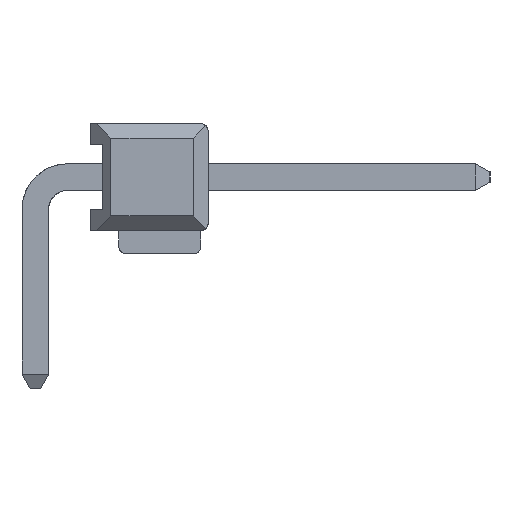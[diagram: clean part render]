
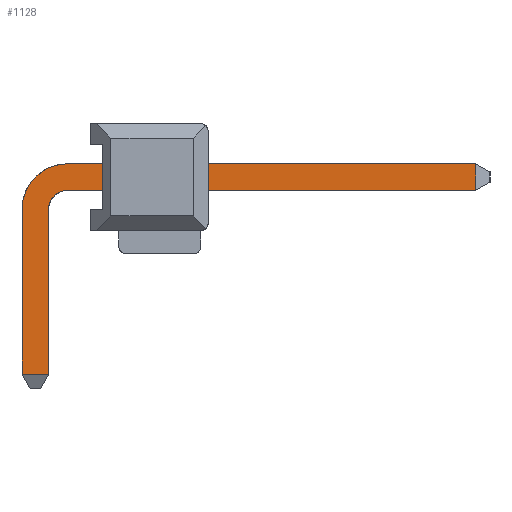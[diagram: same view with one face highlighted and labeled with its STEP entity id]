
A CAD part, left-side view. The second image highlights one B-rep face of the part: STEP entity #1128.
In plain terms, the highlighted planar face has unit normal (-1, -0.003, 0).
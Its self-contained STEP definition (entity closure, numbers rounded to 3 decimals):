
#1128=ADVANCED_FACE('',(#1758),#21509,.T.);
#1758=FACE_OUTER_BOUND('',#2414,.T.);
#2414=EDGE_LOOP('',(#5432,#5433,#5434,#5435));
#5432=ORIENTED_EDGE('',*,*,#19362,.T.);
#5433=ORIENTED_EDGE('',*,*,#19363,.T.);
#5434=ORIENTED_EDGE('',*,*,#19364,.T.);
#5435=ORIENTED_EDGE('',*,*,#19365,.T.);
#8596=PCURVE('',#21509,#11760);
#8597=PCURVE('',#21509,#11761);
#8598=PCURVE('',#21509,#11762);
#8599=PCURVE('',#21509,#11763);
#11760=DEFINITIONAL_REPRESENTATION('',(#19910),#37933);
#11761=DEFINITIONAL_REPRESENTATION('',(#19912),#37933);
#11762=DEFINITIONAL_REPRESENTATION('',(#19914),#37933);
#11763=DEFINITIONAL_REPRESENTATION('',(#19916),#37933);
#17752=SURFACE_CURVE('',#19909,(#8596),.PCURVE_S1.);
#17753=SURFACE_CURVE('',#19911,(#8597),.PCURVE_S1.);
#17754=SURFACE_CURVE('',#19913,(#8598),.PCURVE_S1.);
#17755=SURFACE_CURVE('',#19915,(#8599),.PCURVE_S1.);
#19362=EDGE_CURVE('',#20923,#20926,#17752,.T.);
#19363=EDGE_CURVE('',#20926,#20925,#17753,.T.);
#19364=EDGE_CURVE('',#20925,#20924,#17754,.T.);
#19365=EDGE_CURVE('',#20924,#20923,#17755,.T.);
#19909=(
BOUNDED_CURVE()
B_SPLINE_CURVE(2,(#37023,#37024,#37025),.UNSPECIFIED.,.F.,.F.)
B_SPLINE_CURVE_WITH_KNOTS((3,3),(-31.5,-30.87),
 .UNSPECIFIED.)
CURVE()
GEOMETRIC_REPRESENTATION_ITEM()
RATIONAL_B_SPLINE_CURVE((1.,1.,1.))
REPRESENTATION_ITEM('')
);
#19910=(
BOUNDED_CURVE()
B_SPLINE_CURVE(2,(#37026,#37027,#37028),.UNSPECIFIED.,.F.,.F.)
B_SPLINE_CURVE_WITH_KNOTS((3,3),(-31.5,-30.87),
 .UNSPECIFIED.)
CURVE()
GEOMETRIC_REPRESENTATION_ITEM()
RATIONAL_B_SPLINE_CURVE((1.,1.,1.))
REPRESENTATION_ITEM('')
);
#19911=(
BOUNDED_CURVE()
B_SPLINE_CURVE(2,(#37029,#37030,#37031,#37032,#37033,#37034,#37035),
 .UNSPECIFIED.,.F.,.F.)
B_SPLINE_CURVE_WITH_KNOTS((3,2,2,3),(-30.87,-23.432,
-21.728,-18.725),.UNSPECIFIED.)
CURVE()
GEOMETRIC_REPRESENTATION_ITEM()
RATIONAL_B_SPLINE_CURVE((1.,1.,1.,0.707,1.,1.,1.))
REPRESENTATION_ITEM('')
);
#19912=(
BOUNDED_CURVE()
B_SPLINE_CURVE(2,(#37036,#37037,#37038,#37039,#37040,#37041,#37042),
 .UNSPECIFIED.,.F.,.F.)
B_SPLINE_CURVE_WITH_KNOTS((3,2,2,3),(-30.87,-23.432,
-21.728,-18.725),.UNSPECIFIED.)
CURVE()
GEOMETRIC_REPRESENTATION_ITEM()
RATIONAL_B_SPLINE_CURVE((1.,1.,1.,0.707,1.,1.,1.))
REPRESENTATION_ITEM('')
);
#19913=(
BOUNDED_CURVE()
B_SPLINE_CURVE(2,(#37043,#37044,#37045),.UNSPECIFIED.,.F.,.F.)
B_SPLINE_CURVE_WITH_KNOTS((3,3),(-18.725,-18.095),
 .UNSPECIFIED.)
CURVE()
GEOMETRIC_REPRESENTATION_ITEM()
RATIONAL_B_SPLINE_CURVE((1.,1.,1.))
REPRESENTATION_ITEM('')
);
#19914=(
BOUNDED_CURVE()
B_SPLINE_CURVE(2,(#37046,#37047,#37048),.UNSPECIFIED.,.F.,.F.)
B_SPLINE_CURVE_WITH_KNOTS((3,3),(-18.725,-18.095),
 .UNSPECIFIED.)
CURVE()
GEOMETRIC_REPRESENTATION_ITEM()
RATIONAL_B_SPLINE_CURVE((1.,1.,1.))
REPRESENTATION_ITEM('')
);
#19915=(
BOUNDED_CURVE()
B_SPLINE_CURVE(2,(#37049,#37050,#37051,#37052,#37053,#37054,#37055),
 .UNSPECIFIED.,.F.,.F.)
B_SPLINE_CURVE_WITH_KNOTS((3,2,2,3),(-18.095,-15.093,
-14.378,-6.94),.UNSPECIFIED.)
CURVE()
GEOMETRIC_REPRESENTATION_ITEM()
RATIONAL_B_SPLINE_CURVE((1.,1.,1.,0.707,1.,1.,1.))
REPRESENTATION_ITEM('')
);
#19916=(
BOUNDED_CURVE()
B_SPLINE_CURVE(2,(#37056,#37057,#37058,#37059,#37060,#37061,#37062),
 .UNSPECIFIED.,.F.,.F.)
B_SPLINE_CURVE_WITH_KNOTS((3,2,2,3),(-18.095,-15.093,
-14.378,-6.94),.UNSPECIFIED.)
CURVE()
GEOMETRIC_REPRESENTATION_ITEM()
RATIONAL_B_SPLINE_CURVE((1.,1.,1.,0.707,1.,1.,1.))
REPRESENTATION_ITEM('')
);
#20923=VERTEX_POINT('',#37019);
#20924=VERTEX_POINT('',#37020);
#20925=VERTEX_POINT('',#37021);
#20926=VERTEX_POINT('',#37022);
#21509=PLANE('',#22159);
#22159=AXIS2_PLACEMENT_3D('',#37018,#22710,$);
#22710=DIRECTION('',(-1.,-0.003,0.));
#37018=CARTESIAN_POINT('',(-0.316,0.422,-2.91));
#37019=CARTESIAN_POINT('',(-0.288,-10.456,1.505));
#37020=CARTESIAN_POINT('',(-0.315,-0.316,-2.86));
#37021=CARTESIAN_POINT('',(-0.316,0.314,-2.86));
#37022=CARTESIAN_POINT('',(-0.288,-10.456,2.135));
#37023=CARTESIAN_POINT('',(-0.288,-10.456,1.505));
#37024=CARTESIAN_POINT('',(-0.288,-10.456,1.82));
#37025=CARTESIAN_POINT('',(-0.288,-10.456,2.135));
#37026=CARTESIAN_POINT('',(0.,0.));
#37027=CARTESIAN_POINT('',(0.,0.315));
#37028=CARTESIAN_POINT('',(0.,0.63));
#37029=CARTESIAN_POINT('',(-0.288,-10.456,2.135));
#37030=CARTESIAN_POINT('',(-0.3,-5.614,2.135));
#37031=CARTESIAN_POINT('',(-0.313,-0.771,2.135));
#37032=CARTESIAN_POINT('',(-0.316,0.314,2.135));
#37033=CARTESIAN_POINT('',(-0.316,0.314,1.05));
#37034=CARTESIAN_POINT('',(-0.316,0.314,-0.905));
#37035=CARTESIAN_POINT('',(-0.316,0.314,-2.86));
#37036=CARTESIAN_POINT('',(0.,0.63));
#37037=CARTESIAN_POINT('',(-4.843,0.63));
#37038=CARTESIAN_POINT('',(-9.686,0.63));
#37039=CARTESIAN_POINT('',(-10.771,0.63));
#37040=CARTESIAN_POINT('',(-10.771,-0.455));
#37041=CARTESIAN_POINT('',(-10.771,-2.41));
#37042=CARTESIAN_POINT('',(-10.771,-4.365));
#37043=CARTESIAN_POINT('',(-0.316,0.314,-2.86));
#37044=CARTESIAN_POINT('',(-0.315,-0.001,-2.86));
#37045=CARTESIAN_POINT('',(-0.315,-0.316,-2.86));
#37046=CARTESIAN_POINT('',(-10.771,-4.365));
#37047=CARTESIAN_POINT('',(-10.456,-4.365));
#37048=CARTESIAN_POINT('',(-10.141,-4.365));
#37049=CARTESIAN_POINT('',(-0.315,-0.316,-2.86));
#37050=CARTESIAN_POINT('',(-0.314,-0.316,-0.905));
#37051=CARTESIAN_POINT('',(-0.314,-0.316,1.05));
#37052=CARTESIAN_POINT('',(-0.314,-0.316,1.505));
#37053=CARTESIAN_POINT('',(-0.313,-0.771,1.505));
#37054=CARTESIAN_POINT('',(-0.3,-5.614,1.505));
#37055=CARTESIAN_POINT('',(-0.288,-10.456,1.505));
#37056=CARTESIAN_POINT('',(-10.141,-4.365));
#37057=CARTESIAN_POINT('',(-10.141,-2.41));
#37058=CARTESIAN_POINT('',(-10.141,-0.455));
#37059=CARTESIAN_POINT('',(-10.141,0.));
#37060=CARTESIAN_POINT('',(-9.686,0.));
#37061=CARTESIAN_POINT('',(-4.843,0.));
#37062=CARTESIAN_POINT('',(0.,0.));
#37933=(
GEOMETRIC_REPRESENTATION_CONTEXT(2)
PARAMETRIC_REPRESENTATION_CONTEXT()
REPRESENTATION_CONTEXT('pspace','')
);
